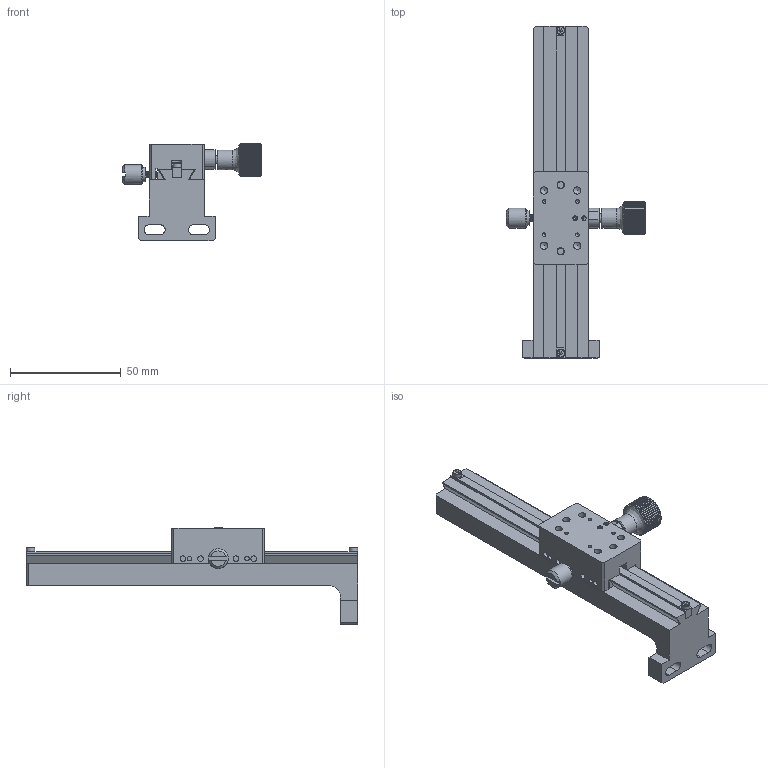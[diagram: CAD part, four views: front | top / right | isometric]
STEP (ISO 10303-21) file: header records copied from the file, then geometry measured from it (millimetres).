
FILE_DESCRIPTION (( 'STEP AP203' ), '1' );
FILE_NAME ('528788.STEP', '2024-10-15T03:00:19', ( 'Windows User' ), ( 'P R C' ), 'SwSTEP 2.0', 'SolidWorks 2020', '' );
FILE_SCHEMA (( 'CONFIG_CONTROL_DESIGN' ));
Length unit declared in the file: millimetre
Products named in the file (1): 528788
Bounding box: 63.01 x 150 x 43.91 mm (x, y, z)
Volume: 66444.3 mm3; surface area: 28784.2 mm2
Topology: 11 solids, 11 shells, 909 faces, 2441 edges, 1577 vertices
Faces by surface type: plane 551, bspline 143, cylinder 128, cone 87
Full cylindrical faces by diameter (mm): 1.6 x9, 2 x2, 2.05 x4, 2.3 x2, 2.4 x3, 2.5 x8, 3.3 x6, 3.8 x2, 4 x2, 4.3 x3, 4.5 x2, 6.5 x1, 7 x1, 8 x2, 9 x2
Entity records: 116861 total; most frequent: CARTESIAN_POINT 95913, ORIENTED_EDGE 4644, DIRECTION 3678, EDGE_CURVE 2322, VERTEX_POINT 1544, LINE 1372, VECTOR 1372, AXIS2_PLACEMENT_3D 1153
